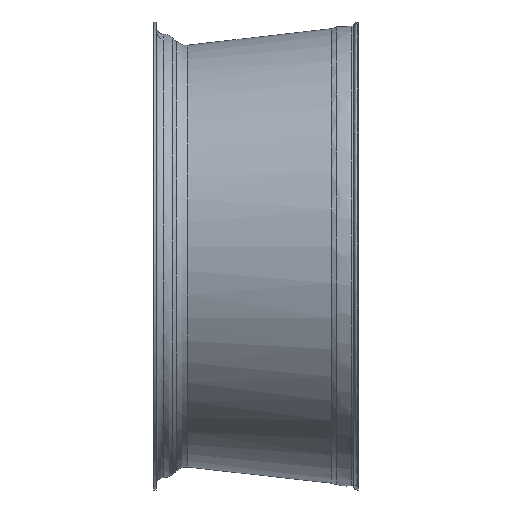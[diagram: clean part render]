
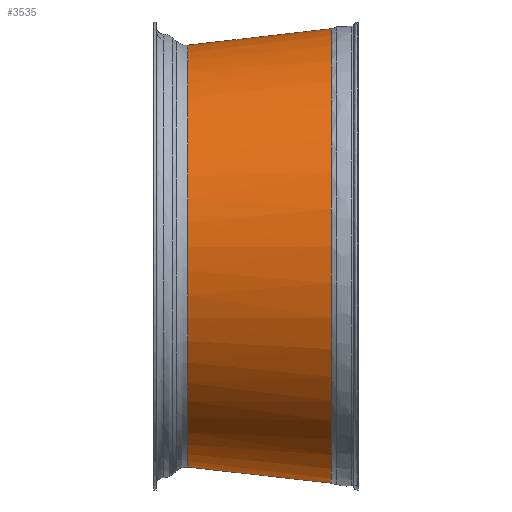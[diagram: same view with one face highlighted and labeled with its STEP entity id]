
A CAD part, front view. The second image highlights one B-rep face of the part: STEP entity #3535.
In plain terms, the highlighted free-form (B-spline) face has degree [2, 1] with [9, 2] control points.
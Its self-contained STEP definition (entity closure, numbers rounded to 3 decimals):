
#3492 = EDGE_CURVE('',#3493,#3495,#3497,.T.);
#3493 = VERTEX_POINT('',#3494);
#3494 = CARTESIAN_POINT('',(64.296,149.81,
    194.023));
#3495 = VERTEX_POINT('',#3496);
#3496 = CARTESIAN_POINT('',(64.296,343.834,
    0.));
#3497 = ( BOUNDED_CURVE() B_SPLINE_CURVE(2,(#3498,#3499,#3500),
.UNSPECIFIED.,.F.,.F.) B_SPLINE_CURVE_WITH_KNOTS((3,3),(0.,
1.571),.PIECEWISE_BEZIER_KNOTS.) CURVE() 
GEOMETRIC_REPRESENTATION_ITEM() RATIONAL_B_SPLINE_CURVE((1.,
0.707,1.)) REPRESENTATION_ITEM('') );
#3498 = CARTESIAN_POINT('',(64.296,149.81,
    194.023));
#3499 = CARTESIAN_POINT('',(64.296,343.834,
    194.023));
#3500 = CARTESIAN_POINT('',(64.296,343.834,
    0.));
#3509 = EDGE_CURVE('',#3495,#3493,#3510,.T.);
#3510 = ( BOUNDED_CURVE() B_SPLINE_CURVE(2,(#3511,#3512,#3513,#3514,
#3515),.UNSPECIFIED.,.F.,.F.) B_SPLINE_CURVE_WITH_KNOTS((3,2,3),(
    1.571,3.927,6.283),
.PIECEWISE_BEZIER_KNOTS.) CURVE() GEOMETRIC_REPRESENTATION_ITEM() 
RATIONAL_B_SPLINE_CURVE((1.,0.383,1.,0.383,1.)) 
REPRESENTATION_ITEM('') );
#3511 = CARTESIAN_POINT('',(64.296,343.834,
    0.));
#3512 = CARTESIAN_POINT('',(64.296,343.834,
    -468.414));
#3513 = CARTESIAN_POINT('',(64.296,12.615,
    -137.195));
#3514 = CARTESIAN_POINT('',(64.296,-318.604,
    194.023));
#3515 = CARTESIAN_POINT('',(64.296,149.81,
    194.023));
#3535 = ADVANCED_FACE('',(#3536),#3624,.T.);
#3536 = FACE_BOUND('',#3537,.T.);
#3537 = EDGE_LOOP('',(#3538,#3579,#3584,#3585,#3586,#3587));
#3538 = ORIENTED_EDGE('',*,*,#3539,.F.);
#3539 = EDGE_CURVE('',#3540,#3542,#3544,.T.);
#3540 = VERTEX_POINT('',#3541);
#3541 = CARTESIAN_POINT('',(-58.171,329.761,
    0.));
#3542 = VERTEX_POINT('',#3543);
#3543 = CARTESIAN_POINT('',(-58.171,149.81,
    179.951));
#3544 = B_SPLINE_CURVE_WITH_KNOTS('',3,(#3545,#3546,#3547,#3548,#3549,
    #3550,#3551,#3552,#3553,#3554,#3555,#3556,#3557,#3558,#3559,#3560,
    #3561,#3562,#3563,#3564,#3565,#3566,#3567,#3568,#3569,#3570,#3571,
    #3572,#3573,#3574,#3575,#3576,#3577,#3578),.UNSPECIFIED.,.T.,.F.,(2,
    2,2,2,2,2,2,2,2,2,2,2,2,2,2,2,2,2,2),(-0.063,0.,0.063,0.125,
    0.188,0.25,0.313,0.375,0.438,0.5,0.563,0.625,0.688,0.75,0.813,
    0.875,0.938,1.,1.063),.UNSPECIFIED.);
#3545 = CARTESIAN_POINT('',(-58.171,329.761,
    23.555));
#3546 = CARTESIAN_POINT('',(-58.171,329.761,
    -23.555));
#3547 = CARTESIAN_POINT('',(-58.171,325.077,
    -47.102));
#3548 = CARTESIAN_POINT('',(-58.171,307.049,
    -90.627));
#3549 = CARTESIAN_POINT('',(-58.171,293.711,
    -110.588));
#3550 = CARTESIAN_POINT('',(-58.171,260.398,
    -143.901));
#3551 = CARTESIAN_POINT('',(-58.171,240.437,
    -157.238));
#3552 = CARTESIAN_POINT('',(-58.171,196.912,
    -175.267));
#3553 = CARTESIAN_POINT('',(-58.171,173.366,
    -179.951));
#3554 = CARTESIAN_POINT('',(-58.171,126.255,
    -179.951));
#3555 = CARTESIAN_POINT('',(-58.171,102.709,
    -175.267));
#3556 = CARTESIAN_POINT('',(-58.171,59.184,
    -157.238));
#3557 = CARTESIAN_POINT('',(-58.171,39.222,
    -143.901));
#3558 = CARTESIAN_POINT('',(-58.171,5.91,
    -110.588));
#3559 = CARTESIAN_POINT('',(-58.171,-7.428,
    -90.627));
#3560 = CARTESIAN_POINT('',(-58.171,-25.457,
    -47.102));
#3561 = CARTESIAN_POINT('',(-58.171,-30.14,
    -23.555));
#3562 = CARTESIAN_POINT('',(-58.171,-30.14,
    23.555));
#3563 = CARTESIAN_POINT('',(-58.171,-25.457,
    47.102));
#3564 = CARTESIAN_POINT('',(-58.171,-7.428,
    90.627));
#3565 = CARTESIAN_POINT('',(-58.171,5.91,
    110.588));
#3566 = CARTESIAN_POINT('',(-58.171,39.222,
    143.901));
#3567 = CARTESIAN_POINT('',(-58.171,59.184,
    157.238));
#3568 = CARTESIAN_POINT('',(-58.171,102.709,
    175.267));
#3569 = CARTESIAN_POINT('',(-58.171,126.255,
    179.951));
#3570 = CARTESIAN_POINT('',(-58.171,173.366,
    179.951));
#3571 = CARTESIAN_POINT('',(-58.171,196.912,
    175.267));
#3572 = CARTESIAN_POINT('',(-58.171,240.437,
    157.238));
#3573 = CARTESIAN_POINT('',(-58.171,260.398,
    143.901));
#3574 = CARTESIAN_POINT('',(-58.171,293.711,
    110.588));
#3575 = CARTESIAN_POINT('',(-58.171,307.049,
    90.627));
#3576 = CARTESIAN_POINT('',(-58.171,325.077,
    47.102));
#3577 = CARTESIAN_POINT('',(-58.171,329.761,
    23.555));
#3578 = CARTESIAN_POINT('',(-58.171,329.761,
    -23.555));
#3579 = ORIENTED_EDGE('',*,*,#3580,.T.);
#3580 = EDGE_CURVE('',#3540,#3495,#3581,.T.);
#3581 = B_SPLINE_CURVE_WITH_KNOTS('',1,(#3582,#3583),.UNSPECIFIED.,.F.,
  .F.,(2,2),(-152.356,0.),.PIECEWISE_BEZIER_KNOTS.);
#3582 = CARTESIAN_POINT('',(-58.171,329.761,
    0.));
#3583 = CARTESIAN_POINT('',(64.296,343.834,
    0.));
#3584 = ORIENTED_EDGE('',*,*,#3509,.T.);
#3585 = ORIENTED_EDGE('',*,*,#3492,.T.);
#3586 = ORIENTED_EDGE('',*,*,#3580,.F.);
#3587 = ORIENTED_EDGE('',*,*,#3588,.F.);
#3588 = EDGE_CURVE('',#3542,#3540,#3589,.T.);
#3589 = B_SPLINE_CURVE_WITH_KNOTS('',3,(#3590,#3591,#3592,#3593,#3594,
    #3595,#3596,#3597,#3598,#3599,#3600,#3601,#3602,#3603,#3604,#3605,
    #3606,#3607,#3608,#3609,#3610,#3611,#3612,#3613,#3614,#3615,#3616,
    #3617,#3618,#3619,#3620,#3621,#3622,#3623),.UNSPECIFIED.,.T.,.F.,(2,
    2,2,2,2,2,2,2,2,2,2,2,2,2,2,2,2,2,2),(-0.063,0.,0.063,0.125,
    0.188,0.25,0.313,0.375,0.438,0.5,0.563,0.625,0.688,0.75,0.813,
    0.875,0.938,1.,1.063),.UNSPECIFIED.);
#3590 = CARTESIAN_POINT('',(-58.171,329.761,
    23.555));
#3591 = CARTESIAN_POINT('',(-58.171,329.761,
    -23.555));
#3592 = CARTESIAN_POINT('',(-58.171,325.077,
    -47.102));
#3593 = CARTESIAN_POINT('',(-58.171,307.049,
    -90.627));
#3594 = CARTESIAN_POINT('',(-58.171,293.711,
    -110.588));
#3595 = CARTESIAN_POINT('',(-58.171,260.398,
    -143.901));
#3596 = CARTESIAN_POINT('',(-58.171,240.437,
    -157.238));
#3597 = CARTESIAN_POINT('',(-58.171,196.912,
    -175.267));
#3598 = CARTESIAN_POINT('',(-58.171,173.366,
    -179.951));
#3599 = CARTESIAN_POINT('',(-58.171,126.255,
    -179.951));
#3600 = CARTESIAN_POINT('',(-58.171,102.709,
    -175.267));
#3601 = CARTESIAN_POINT('',(-58.171,59.184,
    -157.238));
#3602 = CARTESIAN_POINT('',(-58.171,39.222,
    -143.901));
#3603 = CARTESIAN_POINT('',(-58.171,5.91,
    -110.588));
#3604 = CARTESIAN_POINT('',(-58.171,-7.428,
    -90.627));
#3605 = CARTESIAN_POINT('',(-58.171,-25.457,
    -47.102));
#3606 = CARTESIAN_POINT('',(-58.171,-30.14,
    -23.555));
#3607 = CARTESIAN_POINT('',(-58.171,-30.14,
    23.555));
#3608 = CARTESIAN_POINT('',(-58.171,-25.457,
    47.102));
#3609 = CARTESIAN_POINT('',(-58.171,-7.428,
    90.627));
#3610 = CARTESIAN_POINT('',(-58.171,5.91,
    110.588));
#3611 = CARTESIAN_POINT('',(-58.171,39.222,
    143.901));
#3612 = CARTESIAN_POINT('',(-58.171,59.184,
    157.238));
#3613 = CARTESIAN_POINT('',(-58.171,102.709,
    175.267));
#3614 = CARTESIAN_POINT('',(-58.171,126.255,
    179.951));
#3615 = CARTESIAN_POINT('',(-58.171,173.366,
    179.951));
#3616 = CARTESIAN_POINT('',(-58.171,196.912,
    175.267));
#3617 = CARTESIAN_POINT('',(-58.171,240.437,
    157.238));
#3618 = CARTESIAN_POINT('',(-58.171,260.398,
    143.901));
#3619 = CARTESIAN_POINT('',(-58.171,293.711,
    110.588));
#3620 = CARTESIAN_POINT('',(-58.171,307.049,
    90.627));
#3621 = CARTESIAN_POINT('',(-58.171,325.077,
    47.102));
#3622 = CARTESIAN_POINT('',(-58.171,329.761,
    23.555));
#3623 = CARTESIAN_POINT('',(-58.171,329.761,
    -23.555));
#3624 = ( BOUNDED_SURFACE() B_SPLINE_SURFACE(2,1,(
    (#3625,#3626)
    ,(#3627,#3628)
    ,(#3629,#3630)
    ,(#3631,#3632)
    ,(#3633,#3634)
    ,(#3635,#3636)
    ,(#3637,#3638)
    ,(#3639,#3640)
    ,(#3641,#3642
)),.UNSPECIFIED.,.T.,.F.,.F.) B_SPLINE_SURFACE_WITH_KNOTS((3,2,2,2,3),(2
    ,2),(1.571,2.094,4.189,6.283,
    7.854),(-152.356,0.),.UNSPECIFIED.) 
GEOMETRIC_REPRESENTATION_ITEM() RATIONAL_B_SPLINE_SURFACE((
    (0.813,0.813)
    ,(0.875,0.875)
    ,(1.,1.)
    ,(0.5,0.5)
    ,(1.,1.)
    ,(0.5,0.5)
    ,(1.,1.)
    ,(0.625,0.625)
,(0.813,0.813))) REPRESENTATION_ITEM('') SURFACE() );
#3625 = CARTESIAN_POINT('',(-58.171,329.627,
    6.921));
#3626 = CARTESIAN_POINT('',(64.296,343.69,
    7.462));
#3627 = CARTESIAN_POINT('',(-58.171,327.915,
    51.414));
#3628 = CARTESIAN_POINT('',(64.296,341.844,
    55.435));
#3629 = CARTESIAN_POINT('',(-58.171,305.652,
    89.975));
#3630 = CARTESIAN_POINT('',(64.296,317.839,
    97.012));
#3631 = CARTESIAN_POINT('',(-58.171,149.81,
    359.901));
#3632 = CARTESIAN_POINT('',(64.296,149.81,
    388.047));
#3633 = CARTESIAN_POINT('',(-58.171,-6.031,
    89.975));
#3634 = CARTESIAN_POINT('',(64.296,-18.219,
    97.012));
#3635 = CARTESIAN_POINT('',(-58.171,-161.873,
    -179.95));
#3636 = CARTESIAN_POINT('',(64.296,-186.248,
    -194.023));
#3637 = CARTESIAN_POINT('',(-58.171,149.81,
    -179.95));
#3638 = CARTESIAN_POINT('',(64.296,149.81,
    -194.023));
#3639 = CARTESIAN_POINT('',(-58.171,336.82,
    -179.95));
#3640 = CARTESIAN_POINT('',(64.296,351.445,
    -194.023));
#3641 = CARTESIAN_POINT('',(-58.171,329.627,
    6.921));
#3642 = CARTESIAN_POINT('',(64.296,343.69,
    7.462));
